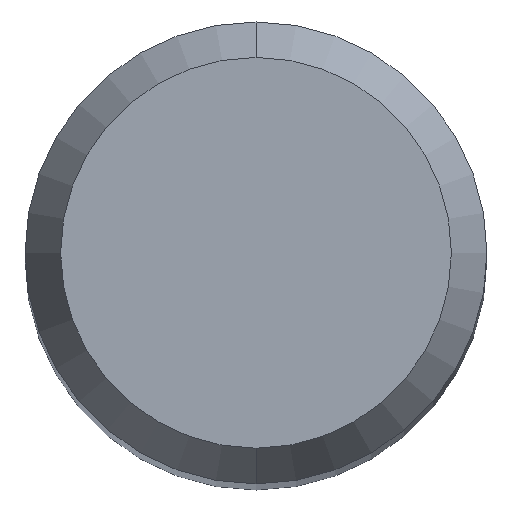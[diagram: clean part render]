
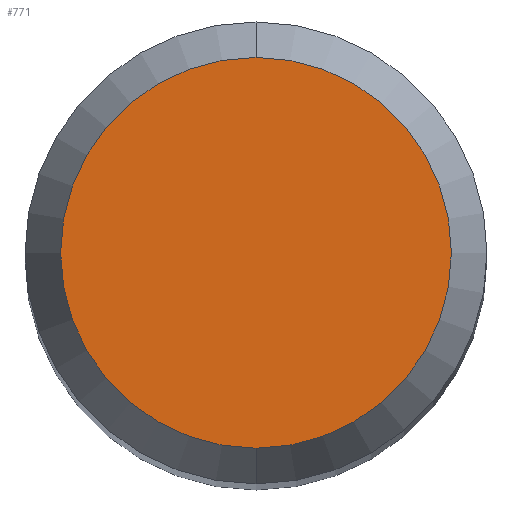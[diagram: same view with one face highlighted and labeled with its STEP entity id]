
A CAD part, top view. The second image highlights one B-rep face of the part: STEP entity #771.
In plain terms, the highlighted planar face has unit normal (0, 0, 1).
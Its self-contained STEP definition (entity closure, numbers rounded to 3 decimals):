
#581=VERTEX_POINT('',#1586);
#771=ADVANCED_FACE('',(#1797),#1798,.T.);
#907=EDGE_CURVE('',#581,#1445,#1946,.T.);
#913=EDGE_CURVE('',#1445,#581,#1952,.T.);
#1445=VERTEX_POINT('',#2531);
#1586=CARTESIAN_POINT('',(0.0,2.538,0.0));
#1797=FACE_OUTER_BOUND('',#5813,.T.);
#1798=PLANE('',#5814);
#1946=CIRCLE('',#7339,2.538);
#1952=CIRCLE('',#7352,2.538);
#2531=CARTESIAN_POINT('',(0.,-2.538,0.0));
#5813=EDGE_LOOP('',(#14216,#14217));
#5814=AXIS2_PLACEMENT_3D('',#14218,#14219,#14220);
#7339=AXIS2_PLACEMENT_3D('',#14377,#14378,#14379);
#7352=AXIS2_PLACEMENT_3D('',#14380,#14381,#14382);
#14216=ORIENTED_EDGE('',*,*,#907,.F.);
#14217=ORIENTED_EDGE('',*,*,#913,.F.);
#14218=CARTESIAN_POINT('',(0.0,1.269,0.0));
#14219=DIRECTION('',(-0.0,0.0,1.0));
#14220=DIRECTION('',(0.0,-1.0,0.0));
#14377=CARTESIAN_POINT('',(0.0,0.0,0.0));
#14378=DIRECTION('',(0.0,0.0,-1.0));
#14379=DIRECTION('',(0.0,1.0,0.0));
#14380=CARTESIAN_POINT('',(0.0,0.0,0.0));
#14381=DIRECTION('',(0.0,0.0,-1.0));
#14382=DIRECTION('',(0.0,1.0,0.0));
